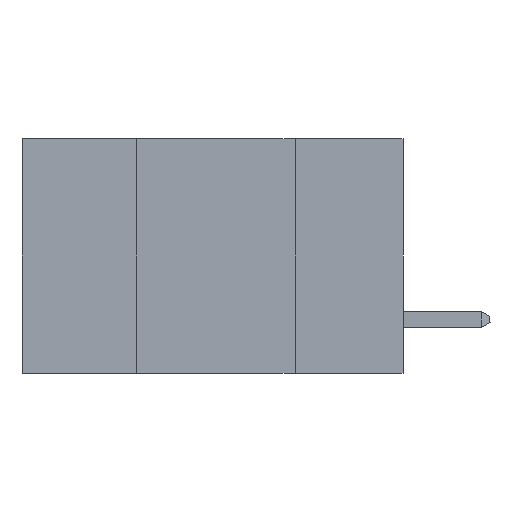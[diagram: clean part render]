
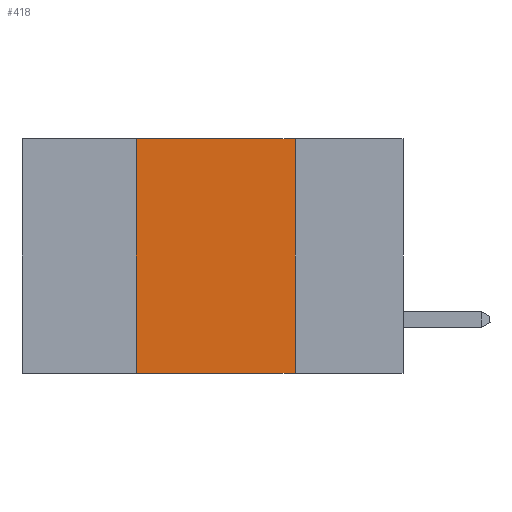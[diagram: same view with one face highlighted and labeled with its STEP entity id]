
A CAD part, left-side view. The second image highlights one B-rep face of the part: STEP entity #418.
In plain terms, the highlighted planar face has unit normal (-1, 0, 0).
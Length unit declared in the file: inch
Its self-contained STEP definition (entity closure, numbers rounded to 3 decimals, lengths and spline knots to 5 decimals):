
#165 = CARTESIAN_POINT ( 'NONE',  ( 0., 0.42, 0. ) ) ;
#174 = VERTEX_POINT ( 'NONE', #10622 ) ;
#240 = EDGE_CURVE ( 'NONE', #1977, #15783, #8768, .T. ) ;
#418 = ADVANCED_FACE ( 'NONE', ( #6826 ), #4624, .F. ) ;
#1376 = EDGE_CURVE ( 'NONE', #15783, #174, #6652, .T. ) ;
#1771 = CARTESIAN_POINT ( 'NONE',  ( 0., 0.42, 0. ) ) ;
#1977 = VERTEX_POINT ( 'NONE', #12917 ) ;
#2660 = CARTESIAN_POINT ( 'NONE',  ( 0., 0.6, -0.37 ) ) ;
#3228 = DIRECTION ( 'NONE',  ( 0., -1., 0. ) ) ;
#3789 = VECTOR ( 'NONE', #14327, 39.37008 ) ;
#3906 = EDGE_CURVE ( 'NONE', #174, #4672, #7167, .T. ) ;
#4524 = EDGE_LOOP ( 'NONE', ( #7371, #7849, #6125, #12291 ) ) ;
#4624 = PLANE ( 'NONE',  #14097 ) ;
#4672 = VERTEX_POINT ( 'NONE', #16007 ) ;
#5325 = EDGE_CURVE ( 'NONE', #1977, #4672, #13392, .T. ) ;
#5543 = CARTESIAN_POINT ( 'NONE',  ( 0., 0.17, 0. ) ) ;
#5691 = DIRECTION ( 'NONE',  ( 0., 0., 1. ) ) ;
#6125 = ORIENTED_EDGE ( 'NONE', *, *, #240, .F. ) ;
#6652 = LINE ( 'NONE', #10832, #10991 ) ;
#6826 = FACE_OUTER_BOUND ( 'NONE', #4524, .T. ) ;
#7167 = LINE ( 'NONE', #5543, #3789 ) ;
#7371 = ORIENTED_EDGE ( 'NONE', *, *, #3906, .F. ) ;
#7849 = ORIENTED_EDGE ( 'NONE', *, *, #1376, .F. ) ;
#7906 = DIRECTION ( 'NONE',  ( 0., -1., 0. ) ) ;
#8525 = DIRECTION ( 'NONE',  ( 1., 0., 0. ) ) ;
#8768 = LINE ( 'NONE', #1771, #11346 ) ;
#9667 = CARTESIAN_POINT ( 'NONE',  ( 0., 0.6, 0. ) ) ;
#10622 = CARTESIAN_POINT ( 'NONE',  ( 0., 0.17, 0. ) ) ;
#10832 = CARTESIAN_POINT ( 'NONE',  ( 0., 0.6, 0. ) ) ;
#10952 = DIRECTION ( 'NONE',  ( 0., 0., -1. ) ) ;
#10991 = VECTOR ( 'NONE', #3228, 39.37008 ) ;
#11346 = VECTOR ( 'NONE', #5691, 39.37008 ) ;
#12291 = ORIENTED_EDGE ( 'NONE', *, *, #5325, .T. ) ;
#12917 = CARTESIAN_POINT ( 'NONE',  ( 0., 0.42, -0.37 ) ) ;
#13392 = LINE ( 'NONE', #2660, #13795 ) ;
#13795 = VECTOR ( 'NONE', #7906, 39.37008 ) ;
#14097 = AXIS2_PLACEMENT_3D ( 'NONE', #9667, #8525, #10952 ) ;
#14327 = DIRECTION ( 'NONE',  ( 0., 0., -1. ) ) ;
#15783 = VERTEX_POINT ( 'NONE', #165 ) ;
#16007 = CARTESIAN_POINT ( 'NONE',  ( 0., 0.17, -0.37 ) ) ;
